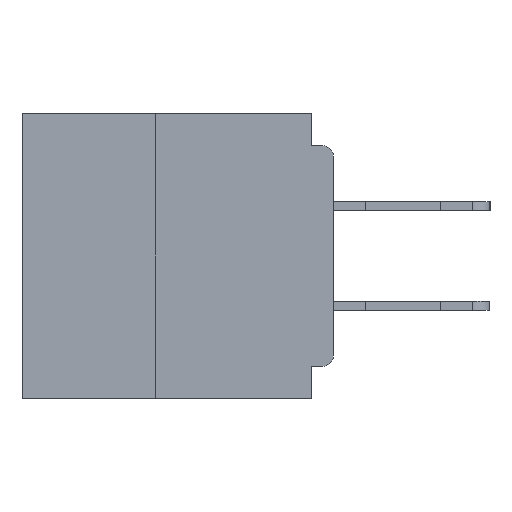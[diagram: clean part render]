
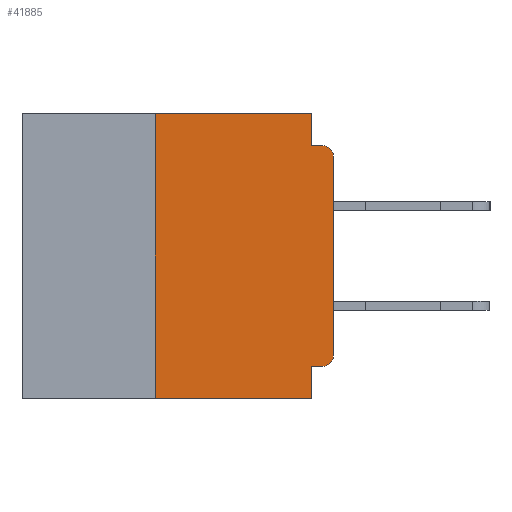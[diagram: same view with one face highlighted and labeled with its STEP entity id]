
A CAD part, left-side view. The second image highlights one B-rep face of the part: STEP entity #41885.
In plain terms, the highlighted planar face has unit normal (-1, 0, 0).
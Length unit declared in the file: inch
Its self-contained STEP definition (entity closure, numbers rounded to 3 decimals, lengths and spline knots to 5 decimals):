
#963 = EDGE_CURVE ( 'NONE', #2158, #34892, #27487, .T. ) ;
#1640 = EDGE_CURVE ( 'NONE', #13563, #29067, #5702, .T. ) ;
#1774 = CARTESIAN_POINT ( 'NONE',  ( 0., 0.015, -0.06 ) ) ;
#2158 = VERTEX_POINT ( 'NONE', #36585 ) ;
#2580 = CIRCLE ( 'NONE', #10953, 0.015 ) ;
#2728 = DIRECTION ( 'NONE',  ( 0., 0., -1. ) ) ;
#3767 = ORIENTED_EDGE ( 'NONE', *, *, #46571, .F. ) ;
#5430 = CARTESIAN_POINT ( 'NONE',  ( 0., 0.25, 0. ) ) ;
#5702 = LINE ( 'NONE', #15655, #15870 ) ;
#6191 = DIRECTION ( 'NONE',  ( 0., 0., -1. ) ) ;
#8645 = CARTESIAN_POINT ( 'NONE',  ( 0., 0.031, 0. ) ) ;
#9868 = ORIENTED_EDGE ( 'NONE', *, *, #37677, .T. ) ;
#10303 = EDGE_CURVE ( 'NONE', #17020, #19133, #50424, .T. ) ;
#10442 = CARTESIAN_POINT ( 'NONE',  ( 0., 0.031, -0.355 ) ) ;
#10941 = PLANE ( 'NONE',  #53044 ) ;
#10953 = AXIS2_PLACEMENT_3D ( 'NONE', #51738, #25727, #56042 ) ;
#11176 = CARTESIAN_POINT ( 'NONE',  ( 0., 0., -0.06 ) ) ;
#13156 = FACE_OUTER_BOUND ( 'NONE', #22849, .T. ) ;
#13563 = VERTEX_POINT ( 'NONE', #8645 ) ;
#14168 = CARTESIAN_POINT ( 'NONE',  ( 0., 0.015, -0.045 ) ) ;
#14354 = CARTESIAN_POINT ( 'NONE',  ( 0., 0., 0. ) ) ;
#14676 = VECTOR ( 'NONE', #53752, 39.37008 ) ;
#15398 = EDGE_CURVE ( 'NONE', #29067, #40834, #34294, .T. ) ;
#15544 = DIRECTION ( 'NONE',  ( 0., 1., 0. ) ) ;
#15655 = CARTESIAN_POINT ( 'NONE',  ( 0., 0.031, 0. ) ) ;
#15665 = VERTEX_POINT ( 'NONE', #23898 ) ;
#15700 = VECTOR ( 'NONE', #18774, 39.37008 ) ;
#15870 = VECTOR ( 'NONE', #2728, 39.37008 ) ;
#16567 = ORIENTED_EDGE ( 'NONE', *, *, #1640, .F. ) ;
#17020 = VERTEX_POINT ( 'NONE', #41452 ) ;
#18028 = CARTESIAN_POINT ( 'NONE',  ( 0., 0., -0.045 ) ) ;
#18774 = DIRECTION ( 'NONE',  ( 0., 0., 1. ) ) ;
#19133 = VERTEX_POINT ( 'NONE', #11176 ) ;
#19723 = DIRECTION ( 'NONE',  ( 1., 0., 0. ) ) ;
#20394 = VECTOR ( 'NONE', #44986, 39.37008 ) ;
#20406 = ORIENTED_EDGE ( 'NONE', *, *, #963, .F. ) ;
#22849 = EDGE_LOOP ( 'NONE', ( #32916, #42474, #44681, #16567, #41049, #49545, #9868, #3767, #20406, #26483 ) ) ;
#23898 = CARTESIAN_POINT ( 'NONE',  ( 0., 0.031, -0.4 ) ) ;
#24054 = VECTOR ( 'NONE', #48436, 39.37008 ) ;
#25727 = DIRECTION ( 'NONE',  ( -1., 0., 0. ) ) ;
#25919 = DIRECTION ( 'NONE',  ( 0., 0., 1. ) ) ;
#26483 = ORIENTED_EDGE ( 'NONE', *, *, #30959, .T. ) ;
#26668 = EDGE_CURVE ( 'NONE', #19133, #40834, #34889, .T. ) ;
#27487 = LINE ( 'NONE', #32949, #47863 ) ;
#29067 = VERTEX_POINT ( 'NONE', #30650 ) ;
#30650 = CARTESIAN_POINT ( 'NONE',  ( 0., 0.031, -0.045 ) ) ;
#30959 = EDGE_CURVE ( 'NONE', #2158, #17020, #2580, .T. ) ;
#31984 = LINE ( 'NONE', #40654, #20394 ) ;
#32292 = DIRECTION ( 'NONE',  ( -1., 0., 0. ) ) ;
#32908 = LINE ( 'NONE', #41129, #55873 ) ;
#32916 = ORIENTED_EDGE ( 'NONE', *, *, #10303, .T. ) ;
#32949 = CARTESIAN_POINT ( 'NONE',  ( 0., 0., -0.355 ) ) ;
#34294 = LINE ( 'NONE', #18028, #24054 ) ;
#34889 = CIRCLE ( 'NONE', #44691, 0.015 ) ;
#34892 = VERTEX_POINT ( 'NONE', #10442 ) ;
#36585 = CARTESIAN_POINT ( 'NONE',  ( 0., 0.015, -0.355 ) ) ;
#37677 = EDGE_CURVE ( 'NONE', #48721, #15665, #32908, .T. ) ;
#39227 = LINE ( 'NONE', #44875, #14676 ) ;
#40416 = LINE ( 'NONE', #51938, #51922 ) ;
#40654 = CARTESIAN_POINT ( 'NONE',  ( 0., 0.437, 0. ) ) ;
#40795 = VERTEX_POINT ( 'NONE', #5430 ) ;
#40834 = VERTEX_POINT ( 'NONE', #14168 ) ;
#41049 = ORIENTED_EDGE ( 'NONE', *, *, #45222, .F. ) ;
#41129 = CARTESIAN_POINT ( 'NONE',  ( 0., 0.437, -0.4 ) ) ;
#41377 = CARTESIAN_POINT ( 'NONE',  ( 0., 0.437, 0. ) ) ;
#41452 = CARTESIAN_POINT ( 'NONE',  ( 0., 0., -0.34 ) ) ;
#41885 = ADVANCED_FACE ( 'NONE', ( #13156 ), #10941, .F. ) ;
#42474 = ORIENTED_EDGE ( 'NONE', *, *, #26668, .T. ) ;
#44681 = ORIENTED_EDGE ( 'NONE', *, *, #15398, .F. ) ;
#44691 = AXIS2_PLACEMENT_3D ( 'NONE', #1774, #32292, #6191 ) ;
#44875 = CARTESIAN_POINT ( 'NONE',  ( 0., 0.031, -0.4 ) ) ;
#44986 = DIRECTION ( 'NONE',  ( 0., -1., 0. ) ) ;
#45222 = EDGE_CURVE ( 'NONE', #40795, #13563, #31984, .T. ) ;
#46571 = EDGE_CURVE ( 'NONE', #34892, #15665, #39227, .T. ) ;
#47863 = VECTOR ( 'NONE', #15544, 39.37008 ) ;
#48436 = DIRECTION ( 'NONE',  ( 0., -1., 0. ) ) ;
#48721 = VERTEX_POINT ( 'NONE', #51790 ) ;
#49545 = ORIENTED_EDGE ( 'NONE', *, *, #53839, .F. ) ;
#49855 = DIRECTION ( 'NONE',  ( 0., -1., 0. ) ) ;
#50105 = DIRECTION ( 'NONE',  ( 0., 0., -1. ) ) ;
#50424 = LINE ( 'NONE', #14354, #15700 ) ;
#51738 = CARTESIAN_POINT ( 'NONE',  ( 0., 0.015, -0.34 ) ) ;
#51790 = CARTESIAN_POINT ( 'NONE',  ( 0., 0.25, -0.4 ) ) ;
#51922 = VECTOR ( 'NONE', #25919, 39.37008 ) ;
#51938 = CARTESIAN_POINT ( 'NONE',  ( 0., 0.25, -0.4 ) ) ;
#53044 = AXIS2_PLACEMENT_3D ( 'NONE', #41377, #19723, #50105 ) ;
#53752 = DIRECTION ( 'NONE',  ( 0., 0., -1. ) ) ;
#53839 = EDGE_CURVE ( 'NONE', #48721, #40795, #40416, .T. ) ;
#55873 = VECTOR ( 'NONE', #49855, 39.37008 ) ;
#56042 = DIRECTION ( 'NONE',  ( 0., 0., -1. ) ) ;
